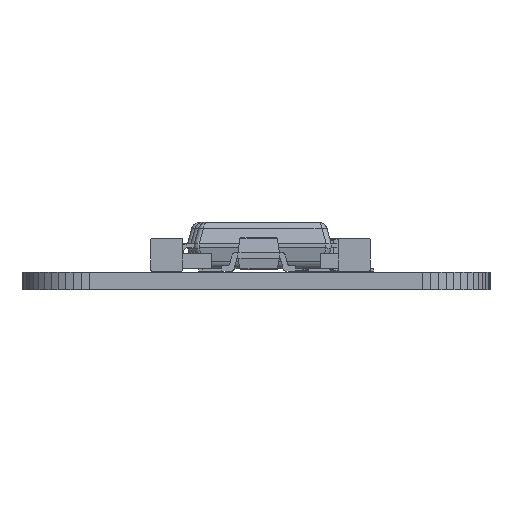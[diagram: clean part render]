
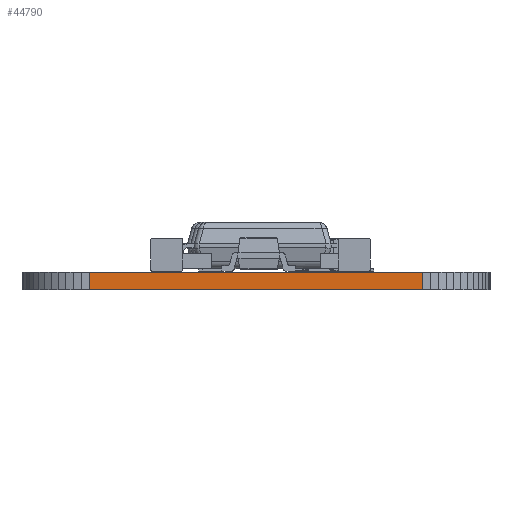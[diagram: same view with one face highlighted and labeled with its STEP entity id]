
A CAD part, front view. The second image highlights one B-rep face of the part: STEP entity #44790.
In plain terms, the highlighted planar face has unit normal (0, -1, 0).
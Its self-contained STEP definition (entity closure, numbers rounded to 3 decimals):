
#36389 = PLANE('',#36390);
#36390 = AXIS2_PLACEMENT_3D('',#36391,#36392,#36393);
#36391 = CARTESIAN_POINT('',(7.62,-39.37,0.68));
#36392 = DIRECTION('',(-0.,-0.,-1.));
#36393 = DIRECTION('',(-1.,0.,0.));
#36443 = PLANE('',#36444);
#36444 = AXIS2_PLACEMENT_3D('',#36445,#36446,#36447);
#36445 = CARTESIAN_POINT('',(7.62,-39.37,0.));
#36446 = DIRECTION('',(-0.,-0.,-1.));
#36447 = DIRECTION('',(-1.,0.,0.));
#37252 = VERTEX_POINT('',#37253);
#37253 = CARTESIAN_POINT('',(14.072,-81.354,0.));
#37267 = PLANE('',#37268);
#37268 = AXIS2_PLACEMENT_3D('',#37269,#37270,#37271);
#37269 = CARTESIAN_POINT('',(14.387,-81.335,0.));
#37270 = DIRECTION('',(0.06,-0.998,0.));
#37271 = DIRECTION('',(-0.998,-0.06,0.));
#37279 = EDGE_CURVE('',#37252,#37280,#37282,.T.);
#37280 = VERTEX_POINT('',#37281);
#37281 = CARTESIAN_POINT('',(1.168,-81.354,0.));
#37282 = SURFACE_CURVE('',#37283,(#37287,#37294),.PCURVE_S1.);
#37283 = LINE('',#37284,#37285);
#37284 = CARTESIAN_POINT('',(14.072,-81.354,0.));
#37285 = VECTOR('',#37286,1.);
#37286 = DIRECTION('',(-1.,0.,0.));
#37287 = PCURVE('',#36443,#37288);
#37288 = DEFINITIONAL_REPRESENTATION('',(#37289),#37293);
#37289 = LINE('',#37290,#37291);
#37290 = CARTESIAN_POINT('',(-6.452,-41.984));
#37291 = VECTOR('',#37292,1.);
#37292 = DIRECTION('',(1.,0.));
#37293 = ( GEOMETRIC_REPRESENTATION_CONTEXT(2) 
PARAMETRIC_REPRESENTATION_CONTEXT() REPRESENTATION_CONTEXT('2D SPACE',''
  ) );
#37294 = PCURVE('',#37295,#37300);
#37295 = PLANE('',#37296);
#37296 = AXIS2_PLACEMENT_3D('',#37297,#37298,#37299);
#37297 = CARTESIAN_POINT('',(14.072,-81.354,0.));
#37298 = DIRECTION('',(0.,-1.,0.));
#37299 = DIRECTION('',(-1.,0.,0.));
#37300 = DEFINITIONAL_REPRESENTATION('',(#37301),#37305);
#37301 = LINE('',#37302,#37303);
#37302 = CARTESIAN_POINT('',(0.,-0.));
#37303 = VECTOR('',#37304,1.);
#37304 = DIRECTION('',(1.,0.));
#37305 = ( GEOMETRIC_REPRESENTATION_CONTEXT(2) 
PARAMETRIC_REPRESENTATION_CONTEXT() REPRESENTATION_CONTEXT('2D SPACE',''
  ) );
#37323 = PLANE('',#37324);
#37324 = AXIS2_PLACEMENT_3D('',#37325,#37326,#37327);
#37325 = CARTESIAN_POINT('',(1.168,-81.354,0.));
#37326 = DIRECTION('',(-0.06,-0.998,0.));
#37327 = DIRECTION('',(-0.998,0.06,0.));
#40860 = VERTEX_POINT('',#40861);
#40861 = CARTESIAN_POINT('',(14.072,-81.354,0.68));
#40882 = EDGE_CURVE('',#40860,#40883,#40885,.T.);
#40883 = VERTEX_POINT('',#40884);
#40884 = CARTESIAN_POINT('',(1.168,-81.354,0.68));
#40885 = SURFACE_CURVE('',#40886,(#40890,#40897),.PCURVE_S1.);
#40886 = LINE('',#40887,#40888);
#40887 = CARTESIAN_POINT('',(14.072,-81.354,0.68));
#40888 = VECTOR('',#40889,1.);
#40889 = DIRECTION('',(-1.,0.,0.));
#40890 = PCURVE('',#36389,#40891);
#40891 = DEFINITIONAL_REPRESENTATION('',(#40892),#40896);
#40892 = LINE('',#40893,#40894);
#40893 = CARTESIAN_POINT('',(-6.452,-41.984));
#40894 = VECTOR('',#40895,1.);
#40895 = DIRECTION('',(1.,0.));
#40896 = ( GEOMETRIC_REPRESENTATION_CONTEXT(2) 
PARAMETRIC_REPRESENTATION_CONTEXT() REPRESENTATION_CONTEXT('2D SPACE',''
  ) );
#40897 = PCURVE('',#37295,#40898);
#40898 = DEFINITIONAL_REPRESENTATION('',(#40899),#40903);
#40899 = LINE('',#40900,#40901);
#40900 = CARTESIAN_POINT('',(0.,-0.68));
#40901 = VECTOR('',#40902,1.);
#40902 = DIRECTION('',(1.,0.));
#40903 = ( GEOMETRIC_REPRESENTATION_CONTEXT(2) 
PARAMETRIC_REPRESENTATION_CONTEXT() REPRESENTATION_CONTEXT('2D SPACE',''
  ) );
#44742 = EDGE_CURVE('',#37252,#40860,#44743,.T.);
#44743 = SURFACE_CURVE('',#44744,(#44748,#44755),.PCURVE_S1.);
#44744 = LINE('',#44745,#44746);
#44745 = CARTESIAN_POINT('',(14.072,-81.354,0.));
#44746 = VECTOR('',#44747,1.);
#44747 = DIRECTION('',(0.,0.,1.));
#44748 = PCURVE('',#37267,#44749);
#44749 = DEFINITIONAL_REPRESENTATION('',(#44750),#44754);
#44750 = LINE('',#44751,#44752);
#44751 = CARTESIAN_POINT('',(0.316,0.));
#44752 = VECTOR('',#44753,1.);
#44753 = DIRECTION('',(0.,-1.));
#44754 = ( GEOMETRIC_REPRESENTATION_CONTEXT(2) 
PARAMETRIC_REPRESENTATION_CONTEXT() REPRESENTATION_CONTEXT('2D SPACE',''
  ) );
#44755 = PCURVE('',#37295,#44756);
#44756 = DEFINITIONAL_REPRESENTATION('',(#44757),#44761);
#44757 = LINE('',#44758,#44759);
#44758 = CARTESIAN_POINT('',(0.,-0.));
#44759 = VECTOR('',#44760,1.);
#44760 = DIRECTION('',(0.,-1.));
#44761 = ( GEOMETRIC_REPRESENTATION_CONTEXT(2) 
PARAMETRIC_REPRESENTATION_CONTEXT() REPRESENTATION_CONTEXT('2D SPACE',''
  ) );
#44790 = ADVANCED_FACE('',(#44791),#37295,.T.);
#44791 = FACE_BOUND('',#44792,.T.);
#44792 = EDGE_LOOP('',(#44793,#44794,#44795,#44816));
#44793 = ORIENTED_EDGE('',*,*,#44742,.T.);
#44794 = ORIENTED_EDGE('',*,*,#40882,.T.);
#44795 = ORIENTED_EDGE('',*,*,#44796,.F.);
#44796 = EDGE_CURVE('',#37280,#40883,#44797,.T.);
#44797 = SURFACE_CURVE('',#44798,(#44802,#44809),.PCURVE_S1.);
#44798 = LINE('',#44799,#44800);
#44799 = CARTESIAN_POINT('',(1.168,-81.354,0.));
#44800 = VECTOR('',#44801,1.);
#44801 = DIRECTION('',(0.,0.,1.));
#44802 = PCURVE('',#37295,#44803);
#44803 = DEFINITIONAL_REPRESENTATION('',(#44804),#44808);
#44804 = LINE('',#44805,#44806);
#44805 = CARTESIAN_POINT('',(12.903,0.));
#44806 = VECTOR('',#44807,1.);
#44807 = DIRECTION('',(0.,-1.));
#44808 = ( GEOMETRIC_REPRESENTATION_CONTEXT(2) 
PARAMETRIC_REPRESENTATION_CONTEXT() REPRESENTATION_CONTEXT('2D SPACE',''
  ) );
#44809 = PCURVE('',#37323,#44810);
#44810 = DEFINITIONAL_REPRESENTATION('',(#44811),#44815);
#44811 = LINE('',#44812,#44813);
#44812 = CARTESIAN_POINT('',(0.,0.));
#44813 = VECTOR('',#44814,1.);
#44814 = DIRECTION('',(0.,-1.));
#44815 = ( GEOMETRIC_REPRESENTATION_CONTEXT(2) 
PARAMETRIC_REPRESENTATION_CONTEXT() REPRESENTATION_CONTEXT('2D SPACE',''
  ) );
#44816 = ORIENTED_EDGE('',*,*,#37279,.F.);
